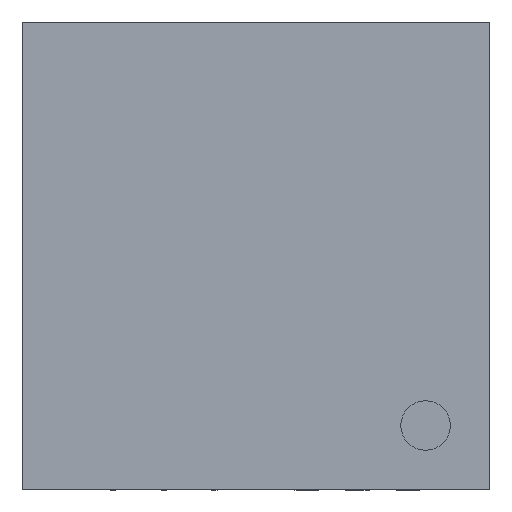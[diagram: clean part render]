
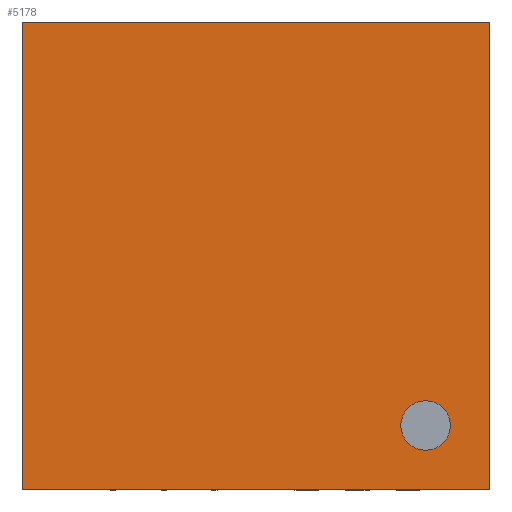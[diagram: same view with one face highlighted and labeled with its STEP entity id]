
A CAD part, top view. The second image highlights one B-rep face of the part: STEP entity #5178.
In plain terms, the highlighted planar face has unit normal (0, 0, 1).
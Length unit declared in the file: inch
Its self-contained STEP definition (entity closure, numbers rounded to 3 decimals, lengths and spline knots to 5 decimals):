
#195 = CARTESIAN_POINT ( 'NONE',  ( 0.07311, -0.08561, 0.03465 ) ) ;
#404 = DIRECTION ( 'NONE',  ( 1., 0., 0. ) ) ;
#899 = VERTEX_POINT ( 'NONE', #1003 ) ;
#927 = DIRECTION ( 'NONE',  ( 0., 0., 1. ) ) ;
#1003 = CARTESIAN_POINT ( 'NONE',  ( -0.11811, -0.11811, 0.03465 ) ) ;
#1054 = FACE_OUTER_BOUND ( 'NONE', #8109, .T. ) ;
#1482 = ORIENTED_EDGE ( 'NONE', *, *, #13157, .F. ) ;
#1515 = CIRCLE ( 'NONE', #3006, 0.0125 ) ;
#1672 = LINE ( 'NONE', #9531, #8635 ) ;
#1975 = DIRECTION ( 'NONE',  ( -1., 0., 0. ) ) ;
#2286 = CARTESIAN_POINT ( 'NONE',  ( 0.08561, -0.08561, 0.03465 ) ) ;
#2699 = CARTESIAN_POINT ( 'NONE',  ( 0.08561, -0.08561, 0.03465 ) ) ;
#2781 = ORIENTED_EDGE ( 'NONE', *, *, #11171, .T. ) ;
#3006 = AXIS2_PLACEMENT_3D ( 'NONE', #2699, #9785, #12807 ) ;
#3069 = CARTESIAN_POINT ( 'NONE',  ( 0.11811, 0.11811, 0.03465 ) ) ;
#3079 = EDGE_LOOP ( 'NONE', ( #1482, #5075 ) ) ;
#3467 = VERTEX_POINT ( 'NONE', #10932 ) ;
#4168 = CARTESIAN_POINT ( 'NONE',  ( -0.11811, 0.11811, 0.03465 ) ) ;
#4966 = VERTEX_POINT ( 'NONE', #7819 ) ;
#5075 = ORIENTED_EDGE ( 'NONE', *, *, #11945, .F. ) ;
#5156 = EDGE_CURVE ( 'NONE', #9183, #4966, #12413, .T. ) ;
#5178 = ADVANCED_FACE ( 'NONE', ( #6053, #1054 ), #7330, .T. ) ;
#5272 = CARTESIAN_POINT ( 'NONE',  ( 0.11811, -0.11811, 0.03465 ) ) ;
#6053 = FACE_BOUND ( 'NONE', #3079, .T. ) ;
#6083 = LINE ( 'NONE', #3069, #7402 ) ;
#6363 = DIRECTION ( 'NONE',  ( 0., 0., 1. ) ) ;
#7209 = VECTOR ( 'NONE', #10262, 39.37008 ) ;
#7330 = PLANE ( 'NONE',  #9512 ) ;
#7376 = VERTEX_POINT ( 'NONE', #5272 ) ;
#7382 = CARTESIAN_POINT ( 'NONE',  ( -0.11811, 0.11811, 0.03465 ) ) ;
#7402 = VECTOR ( 'NONE', #10153, 39.37008 ) ;
#7669 = AXIS2_PLACEMENT_3D ( 'NONE', #2286, #6363, #10455 ) ;
#7819 = CARTESIAN_POINT ( 'NONE',  ( -0.11811, 0.11811, 0.03465 ) ) ;
#8109 = EDGE_LOOP ( 'NONE', ( #13121, #8770, #2781, #10657 ) ) ;
#8184 = CARTESIAN_POINT ( 'NONE',  ( 0., 0., 0.03465 ) ) ;
#8369 = LINE ( 'NONE', #7382, #7209 ) ;
#8635 = VECTOR ( 'NONE', #404, 39.37008 ) ;
#8770 = ORIENTED_EDGE ( 'NONE', *, *, #5156, .T. ) ;
#9183 = VERTEX_POINT ( 'NONE', #11454 ) ;
#9512 = AXIS2_PLACEMENT_3D ( 'NONE', #8184, #927, #13149 ) ;
#9531 = CARTESIAN_POINT ( 'NONE',  ( -0.11811, -0.11811, 0.03465 ) ) ;
#9785 = DIRECTION ( 'NONE',  ( 0., 0., 1. ) ) ;
#10123 = EDGE_CURVE ( 'NONE', #899, #7376, #1672, .T. ) ;
#10153 = DIRECTION ( 'NONE',  ( 0., 1., 0. ) ) ;
#10262 = DIRECTION ( 'NONE',  ( 0., -1., 0. ) ) ;
#10455 = DIRECTION ( 'NONE',  ( 1., 0., 0. ) ) ;
#10657 = ORIENTED_EDGE ( 'NONE', *, *, #10123, .T. ) ;
#10765 = VERTEX_POINT ( 'NONE', #195 ) ;
#10932 = CARTESIAN_POINT ( 'NONE',  ( 0.09811, -0.08561, 0.03465 ) ) ;
#11171 = EDGE_CURVE ( 'NONE', #4966, #899, #8369, .T. ) ;
#11454 = CARTESIAN_POINT ( 'NONE',  ( 0.11811, 0.11811, 0.03465 ) ) ;
#11610 = EDGE_CURVE ( 'NONE', #7376, #9183, #6083, .T. ) ;
#11754 = CIRCLE ( 'NONE', #7669, 0.0125 ) ;
#11945 = EDGE_CURVE ( 'NONE', #10765, #3467, #11754, .T. ) ;
#12413 = LINE ( 'NONE', #4168, #12956 ) ;
#12807 = DIRECTION ( 'NONE',  ( 1., 0., 0. ) ) ;
#12956 = VECTOR ( 'NONE', #1975, 39.37008 ) ;
#13121 = ORIENTED_EDGE ( 'NONE', *, *, #11610, .T. ) ;
#13149 = DIRECTION ( 'NONE',  ( 1., 0., 0. ) ) ;
#13157 = EDGE_CURVE ( 'NONE', #3467, #10765, #1515, .T. ) ;
